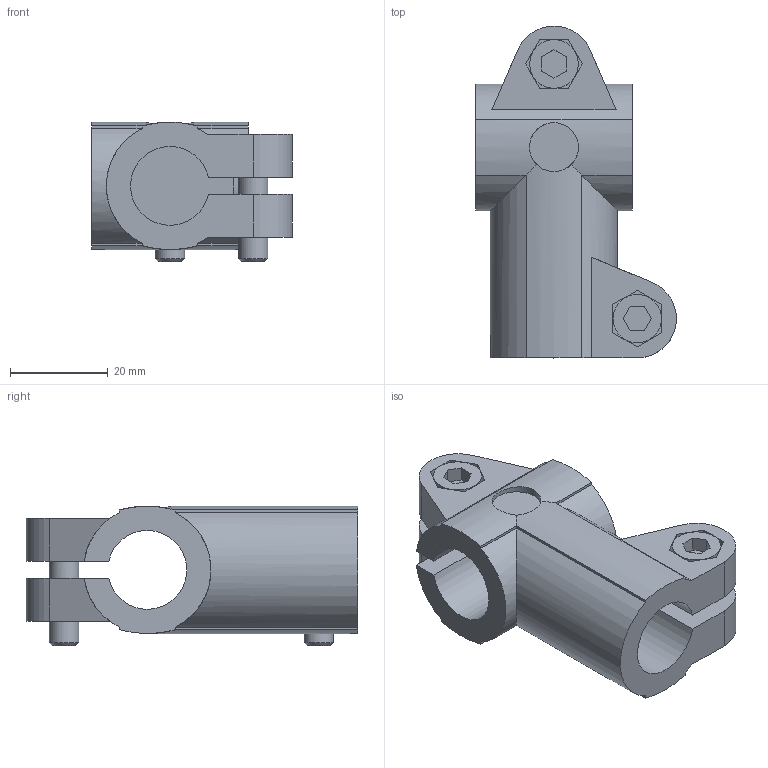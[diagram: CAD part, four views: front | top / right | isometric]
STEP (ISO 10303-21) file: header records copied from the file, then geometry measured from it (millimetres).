
FILE_DESCRIPTION( ( 'STEP AP214' ), '1' );
FILE_NAME( 'K0475.51616.stp', '2020-12-08T09:32:54', ( '' ), ( '' ), ' ', 'PARTsolutions', ' ' );
FILE_SCHEMA( ( 'AUTOMOTIVE_DESIGN { 1 0 10303 214 1 1 1 1 }' ) );
Length unit declared in the file: millimetre
Products named in the file (1): _K0475.51616
Bounding box: 41 x 67.75 x 28.5 mm (x, y, z)
Volume: 27921.7 mm3; surface area: 13701.2 mm2
Topology: 1 solids, 13 shells, 177 faces, 392 edges, 253 vertices
Faces by surface type: plane 116, cylinder 31, cone 26, torus 4
Full cylindrical faces by diameter (mm): 6 x4, 6.5 x2, 9.6 x2, 9.9 x2, 10 x1
Entity records: 6265 total; most frequent: CARTESIAN_POINT 1040, DIRECTION 770, ORIENTED_EDGE 738, EDGE_CURVE 369, AXIS2_PLACEMENT_3D 276, VERTEX_POINT 247, LINE 218, VECTOR 218
